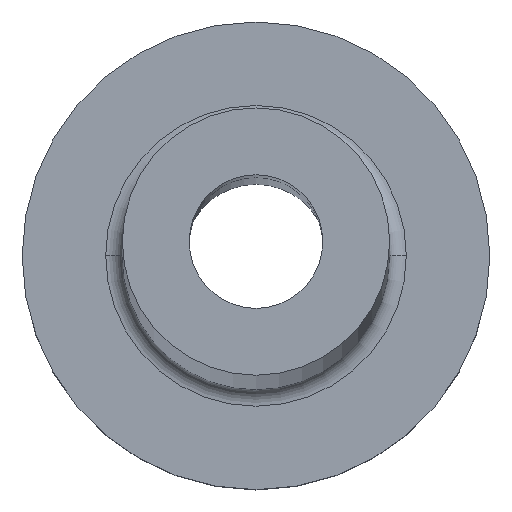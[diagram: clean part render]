
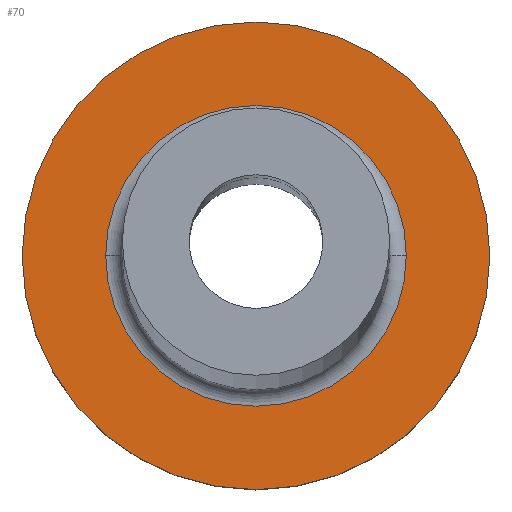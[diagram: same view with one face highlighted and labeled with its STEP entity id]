
A CAD part, top view. The second image highlights one B-rep face of the part: STEP entity #70.
In plain terms, the highlighted planar face has unit normal (0, 0, 1).
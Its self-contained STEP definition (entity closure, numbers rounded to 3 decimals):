
#15 = DIRECTION ( 'NONE',  ( 0., 0., -1. ) ) ;
#23 = VERTEX_POINT ( 'NONE', #30 ) ;
#30 = CARTESIAN_POINT ( 'NONE',  ( -7., 0., 5. ) ) ;
#43 = CARTESIAN_POINT ( 'NONE',  ( 0., 0., 5. ) ) ;
#47 = CARTESIAN_POINT ( 'NONE',  ( 0., 0., 5. ) ) ;
#70 = ADVANCED_FACE ( 'NONE', ( #438, #190 ), #436, .T. ) ;
#72 = CARTESIAN_POINT ( 'NONE',  ( 0., 0., 5. ) ) ;
#79 = CIRCLE ( 'NONE', #143, 7. ) ;
#89 = CARTESIAN_POINT ( 'NONE',  ( 7., 0., 5. ) ) ;
#111 = DIRECTION ( 'NONE',  ( 0., 0., 1. ) ) ;
#119 = DIRECTION ( 'NONE',  ( 1., 0., 0. ) ) ;
#122 = EDGE_CURVE ( 'NONE', #23, #272, #79, .T. ) ;
#133 = EDGE_CURVE ( 'NONE', #272, #23, #181, .T. ) ;
#143 = AXIS2_PLACEMENT_3D ( 'NONE', #43, #287, #182 ) ;
#165 = DIRECTION ( 'NONE',  ( 1., 0., 0. ) ) ;
#166 = EDGE_LOOP ( 'NONE', ( #415, #275 ) ) ;
#176 = CIRCLE ( 'NONE', #442, 4.5 ) ;
#181 = CIRCLE ( 'NONE', #240, 7. ) ;
#182 = DIRECTION ( 'NONE',  ( 1., 0., 0. ) ) ;
#190 = FACE_OUTER_BOUND ( 'NONE', #166, .T. ) ;
#215 = ORIENTED_EDGE ( 'NONE', *, *, #326, .T. ) ;
#219 = DIRECTION ( 'NONE',  ( 1., 0., 0. ) ) ;
#240 = AXIS2_PLACEMENT_3D ( 'NONE', #72, #322, #441 ) ;
#272 = VERTEX_POINT ( 'NONE', #89 ) ;
#275 = ORIENTED_EDGE ( 'NONE', *, *, #133, .T. ) ;
#287 = DIRECTION ( 'NONE',  ( 0., 0., 1. ) ) ;
#293 = CARTESIAN_POINT ( 'NONE',  ( 0., 0., 5. ) ) ;
#300 = AXIS2_PLACEMENT_3D ( 'NONE', #47, #15, #119 ) ;
#322 = DIRECTION ( 'NONE',  ( 0., 0., 1. ) ) ;
#324 = CIRCLE ( 'NONE', #300, 4.5 ) ;
#326 = EDGE_CURVE ( 'NONE', #452, #411, #324, .T. ) ;
#337 = EDGE_CURVE ( 'NONE', #411, #452, #176, .T. ) ;
#339 = EDGE_LOOP ( 'NONE', ( #215, #432 ) ) ;
#375 = CARTESIAN_POINT ( 'NONE',  ( 0., 0., 5. ) ) ;
#386 = AXIS2_PLACEMENT_3D ( 'NONE', #293, #111, #219 ) ;
#411 = VERTEX_POINT ( 'NONE', #428 ) ;
#415 = ORIENTED_EDGE ( 'NONE', *, *, #122, .T. ) ;
#420 = CARTESIAN_POINT ( 'NONE',  ( 4.5, 0., 5. ) ) ;
#428 = CARTESIAN_POINT ( 'NONE',  ( -4.5, 0., 5. ) ) ;
#432 = ORIENTED_EDGE ( 'NONE', *, *, #337, .T. ) ;
#436 = PLANE ( 'NONE',  #386 ) ;
#438 = FACE_BOUND ( 'NONE', #339, .T. ) ;
#441 = DIRECTION ( 'NONE',  ( 1., 0., 0. ) ) ;
#442 = AXIS2_PLACEMENT_3D ( 'NONE', #375, #451, #165 ) ;
#451 = DIRECTION ( 'NONE',  ( 0., 0., -1. ) ) ;
#452 = VERTEX_POINT ( 'NONE', #420 ) ;
